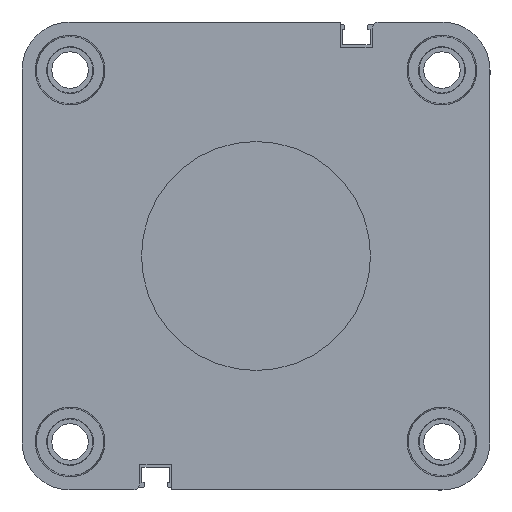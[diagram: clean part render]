
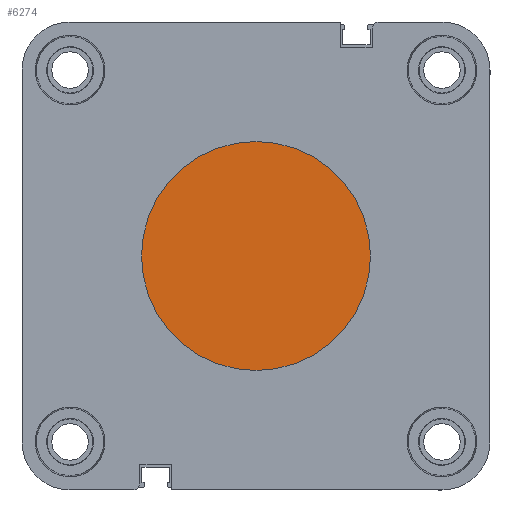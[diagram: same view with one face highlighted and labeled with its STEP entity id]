
A CAD part, left-side view. The second image highlights one B-rep face of the part: STEP entity #6274.
In plain terms, the highlighted planar face has unit normal (-1, 0, 0).
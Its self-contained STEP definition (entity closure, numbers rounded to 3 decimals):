
#1397 = ORIENTED_EDGE ( 'NONE', *, *, #9515, .T. ) ;
#1963 = DIRECTION ( 'NONE',  ( -1., 0., 0. ) ) ;
#3805 = EDGE_CURVE ( 'NONE', #7243, #13925, #4257, .T. ) ;
#4257 = CIRCLE ( 'NONE', #12278, 27.4 ) ;
#5394 = DIRECTION ( 'NONE',  ( 0., 0., 1. ) ) ;
#5429 = DIRECTION ( 'NONE',  ( 0., 0., 1. ) ) ;
#5487 = EDGE_LOOP ( 'NONE', ( #1397, #9273 ) ) ;
#5543 = CARTESIAN_POINT ( 'NONE',  ( 0., 0., 0. ) ) ;
#6013 = DIRECTION ( 'NONE',  ( 0., 0., 1. ) ) ;
#6274 = ADVANCED_FACE ( 'NONE', ( #7224 ), #11380, .T. ) ;
#6695 = DIRECTION ( 'NONE',  ( -1., 0., 0. ) ) ;
#7224 = FACE_OUTER_BOUND ( 'NONE', #5487, .T. ) ;
#7243 = VERTEX_POINT ( 'NONE', #9838 ) ;
#9273 = ORIENTED_EDGE ( 'NONE', *, *, #3805, .T. ) ;
#9286 = CARTESIAN_POINT ( 'NONE',  ( 0., 0., 0. ) ) ;
#9515 = EDGE_CURVE ( 'NONE', #13925, #7243, #14974, .T. ) ;
#9838 = CARTESIAN_POINT ( 'NONE',  ( 0., 0., -27.4 ) ) ;
#10144 = CARTESIAN_POINT ( 'NONE',  ( 0., 0., 0. ) ) ;
#10172 = AXIS2_PLACEMENT_3D ( 'NONE', #5543, #1963, #5394 ) ;
#11380 = PLANE ( 'NONE',  #14988 ) ;
#11931 = DIRECTION ( 'NONE',  ( -1., 0., 0. ) ) ;
#12278 = AXIS2_PLACEMENT_3D ( 'NONE', #9286, #11931, #6013 ) ;
#13925 = VERTEX_POINT ( 'NONE', #14367 ) ;
#14367 = CARTESIAN_POINT ( 'NONE',  ( 0., 0., 27.4 ) ) ;
#14974 = CIRCLE ( 'NONE', #10172, 27.4 ) ;
#14988 = AXIS2_PLACEMENT_3D ( 'NONE', #10144, #6695, #5429 ) ;
